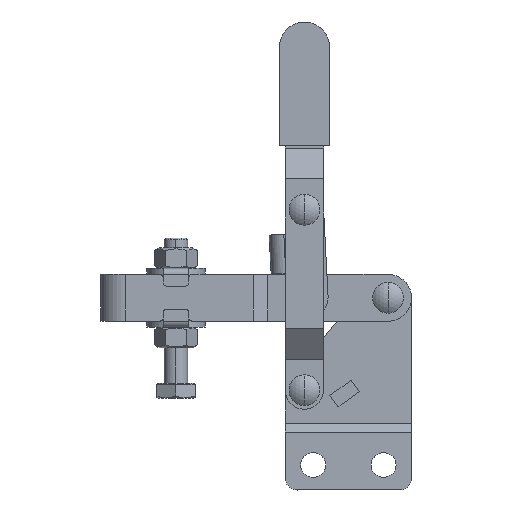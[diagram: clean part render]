
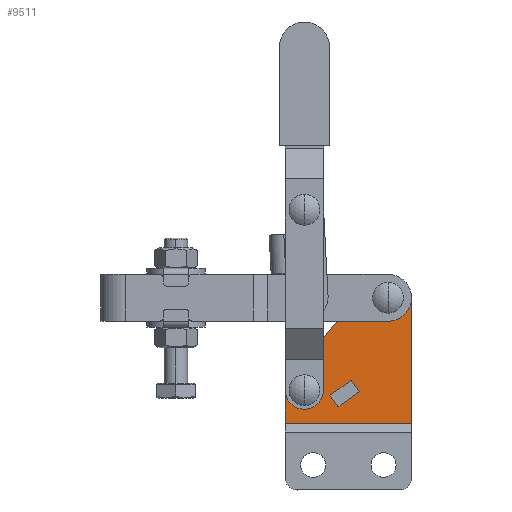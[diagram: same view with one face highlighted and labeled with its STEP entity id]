
A CAD part, top view. The second image highlights one B-rep face of the part: STEP entity #9511.
In plain terms, the highlighted face is planar.
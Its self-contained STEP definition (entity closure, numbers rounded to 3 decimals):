
#159 = CARTESIAN_POINT ( 'NONE',  ( -3., -38.952, 5. ) ) ;
#187 = EDGE_CURVE ( 'NONE', #3684, #4810, #610, .T. ) ;
#377 = ORIENTED_EDGE ( 'NONE', *, *, #2775, .T. ) ;
#441 = LINE ( 'NONE', #7071, #6097 ) ;
#445 = ORIENTED_EDGE ( 'NONE', *, *, #8820, .F. ) ;
#559 = ORIENTED_EDGE ( 'NONE', *, *, #8600, .F. ) ;
#610 = CIRCLE ( 'NONE', #6415, 5. ) ;
#671 = VERTEX_POINT ( 'NONE', #3229 ) ;
#1044 = VERTEX_POINT ( 'NONE', #4356 ) ;
#1091 = DIRECTION ( 'NONE',  ( 0., 1., 0. ) ) ;
#1180 = CIRCLE ( 'NONE', #4613, 8. ) ;
#1249 = DIRECTION ( 'NONE',  ( 0., 1., 0. ) ) ;
#1274 = VERTEX_POINT ( 'NONE', #2869 ) ;
#1278 = DIRECTION ( 'NONE',  ( 1., 0., 0. ) ) ;
#1530 = ORIENTED_EDGE ( 'NONE', *, *, #9644, .F. ) ;
#1602 = CARTESIAN_POINT ( 'NONE',  ( -3., -39.914, 25.22 ) ) ;
#1608 = ORIENTED_EDGE ( 'NONE', *, *, #7755, .F. ) ;
#1678 = DIRECTION ( 'NONE',  ( -1., 0., 0. ) ) ;
#1737 = CARTESIAN_POINT ( 'NONE',  ( -3., 0., 43. ) ) ;
#1814 = LINE ( 'NONE', #8196, #9319 ) ;
#1856 = AXIS2_PLACEMENT_3D ( 'NONE', #7741, #2833, #7971 ) ;
#1923 = VECTOR ( 'NONE', #6157, 1000. ) ;
#2098 = VERTEX_POINT ( 'NONE', #5934 ) ;
#2100 = VERTEX_POINT ( 'NONE', #2969 ) ;
#2293 = CARTESIAN_POINT ( 'NONE',  ( -3., -35.731, 1.176 ) ) ;
#2606 = VECTOR ( 'NONE', #5197, 1000. ) ;
#2726 = VECTOR ( 'NONE', #4381, 1000. ) ;
#2775 = EDGE_CURVE ( 'NONE', #3684, #7991, #4371, .T. ) ;
#2833 = DIRECTION ( 'NONE',  ( -1., 0., 0. ) ) ;
#2869 = CARTESIAN_POINT ( 'NONE',  ( -3., -45.204, 17.939 ) ) ;
#2969 = CARTESIAN_POINT ( 'NONE',  ( -3., -8., 43. ) ) ;
#2993 = EDGE_LOOP ( 'NONE', ( #445, #7764 ) ) ;
#3002 = ORIENTED_EDGE ( 'NONE', *, *, #6692, .F. ) ;
#3125 = EDGE_CURVE ( 'NONE', #2098, #6158, #3168, .T. ) ;
#3168 = CIRCLE ( 'NONE', #8072, 2. ) ;
#3186 = FACE_BOUND ( 'NONE', #2993, .T. ) ;
#3191 = ORIENTED_EDGE ( 'NONE', *, *, #7857, .F. ) ;
#3229 = CARTESIAN_POINT ( 'NONE',  ( -3., -2.846, 28.882 ) ) ;
#3305 = CARTESIAN_POINT ( 'NONE',  ( -3., -41.334, 15.127 ) ) ;
#3434 = AXIS2_PLACEMENT_3D ( 'NONE', #7978, #1678, #1249 ) ;
#3525 = DIRECTION ( 'NONE',  ( 0., 0.809, -0.588 ) ) ;
#3684 = VERTEX_POINT ( 'NONE', #8282 ) ;
#3697 = DIRECTION ( 'NONE',  ( 0., 1., 0. ) ) ;
#3945 = LINE ( 'NONE', #6127, #1923 ) ;
#4029 = EDGE_CURVE ( 'NONE', #4602, #1274, #5479, .T. ) ;
#4356 = CARTESIAN_POINT ( 'NONE',  ( -3., -36.11, 22.457 ) ) ;
#4371 = LINE ( 'NONE', #7033, #2606 ) ;
#4381 = DIRECTION ( 'NONE',  ( 0., -1., 0. ) ) ;
#4382 = ORIENTED_EDGE ( 'NONE', *, *, #7606, .F. ) ;
#4481 = PLANE ( 'NONE',  #8834 ) ;
#4495 = LINE ( 'NONE', #7806, #2726 ) ;
#4506 = DIRECTION ( 'NONE',  ( 0., 0.588, 0.809 ) ) ;
#4602 = VERTEX_POINT ( 'NONE', #3305 ) ;
#4613 = AXIS2_PLACEMENT_3D ( 'NONE', #8429, #1278, #1091 ) ;
#4697 = ORIENTED_EDGE ( 'NONE', *, *, #6982, .F. ) ;
#4751 = VECTOR ( 'NONE', #4506, 1000. ) ;
#4791 = VERTEX_POINT ( 'NONE', #7131 ) ;
#4810 = VERTEX_POINT ( 'NONE', #2293 ) ;
#4831 = LINE ( 'NONE', #7540, #6778 ) ;
#4977 = LINE ( 'NONE', #8212, #4751 ) ;
#5122 = DIRECTION ( 'NONE',  ( 0., 1., 0. ) ) ;
#5169 = FACE_BOUND ( 'NONE', #6726, .T. ) ;
#5197 = DIRECTION ( 'NONE',  ( 0., -1., 0. ) ) ;
#5234 = VERTEX_POINT ( 'NONE', #8795 ) ;
#5237 = CARTESIAN_POINT ( 'NONE',  ( -3., -39.5, 6.5 ) ) ;
#5323 = DIRECTION ( 'NONE',  ( 0., 0., -1. ) ) ;
#5479 = LINE ( 'NONE', #7698, #7463 ) ;
#5484 = ORIENTED_EDGE ( 'NONE', *, *, #4029, .F. ) ;
#5493 = CARTESIAN_POINT ( 'NONE',  ( -3., -8., 35. ) ) ;
#5764 = CIRCLE ( 'NONE', #1856, 2. ) ;
#5934 = CARTESIAN_POINT ( 'NONE',  ( -3., -10., 35. ) ) ;
#6016 = DIRECTION ( 'NONE',  ( -1., 0., 0. ) ) ;
#6097 = VECTOR ( 'NONE', #3525, 1000. ) ;
#6127 = CARTESIAN_POINT ( 'NONE',  ( -3., 5.775, 36.145 ) ) ;
#6157 = DIRECTION ( 'NONE',  ( 0., 0.765, 0.644 ) ) ;
#6158 = VERTEX_POINT ( 'NONE', #6346 ) ;
#6328 = DIRECTION ( 'NONE',  ( 0., -0.809, 0.588 ) ) ;
#6346 = CARTESIAN_POINT ( 'NONE',  ( -3., -6., 35. ) ) ;
#6415 = AXIS2_PLACEMENT_3D ( 'NONE', #159, #9189, #5122 ) ;
#6427 = EDGE_CURVE ( 'NONE', #2100, #8804, #4495, .T. ) ;
#6456 = DIRECTION ( 'NONE',  ( 0., 1., 0. ) ) ;
#6659 = DIRECTION ( 'NONE',  ( -1., 0., 0. ) ) ;
#6692 = EDGE_CURVE ( 'NONE', #671, #2100, #1180, .T. ) ;
#6726 = EDGE_LOOP ( 'NONE', ( #5484, #1530, #7048, #4382 ) ) ;
#6778 = VECTOR ( 'NONE', #8114, 1000. ) ;
#6982 = EDGE_CURVE ( 'NONE', #5234, #4791, #7560, .T. ) ;
#7033 = CARTESIAN_POINT ( 'NONE',  ( -3., 0., 0. ) ) ;
#7048 = ORIENTED_EDGE ( 'NONE', *, *, #9372, .F. ) ;
#7071 = CARTESIAN_POINT ( 'NONE',  ( -3., -36.11, 22.457 ) ) ;
#7131 = CARTESIAN_POINT ( 'NONE',  ( -3., -41.5, 6.5 ) ) ;
#7234 = DIRECTION ( 'NONE',  ( 1., 0., 0. ) ) ;
#7463 = VECTOR ( 'NONE', #6328, 1000. ) ;
#7540 = CARTESIAN_POINT ( 'NONE',  ( -3., -41.334, 15.127 ) ) ;
#7560 = CIRCLE ( 'NONE', #3434, 2. ) ;
#7606 = EDGE_CURVE ( 'NONE', #1274, #8664, #4977, .T. ) ;
#7625 = FACE_BOUND ( 'NONE', #7843, .T. ) ;
#7698 = CARTESIAN_POINT ( 'NONE',  ( -3., -41.334, 15.127 ) ) ;
#7741 = CARTESIAN_POINT ( 'NONE',  ( -3., -8., 35. ) ) ;
#7752 = AXIS2_PLACEMENT_3D ( 'NONE', #5237, #6659, #6456 ) ;
#7755 = EDGE_CURVE ( 'NONE', #8804, #7991, #1814, .T. ) ;
#7764 = ORIENTED_EDGE ( 'NONE', *, *, #3125, .F. ) ;
#7806 = CARTESIAN_POINT ( 'NONE',  ( -3., 0., 43. ) ) ;
#7843 = EDGE_LOOP ( 'NONE', ( #4697, #559 ) ) ;
#7857 = EDGE_CURVE ( 'NONE', #4810, #671, #3945, .T. ) ;
#7971 = DIRECTION ( 'NONE',  ( 0., 1., 0. ) ) ;
#7978 = CARTESIAN_POINT ( 'NONE',  ( -3., -39.5, 6.5 ) ) ;
#7991 = VERTEX_POINT ( 'NONE', #8361 ) ;
#8037 = DIRECTION ( 'NONE',  ( 0., 1., 0. ) ) ;
#8072 = AXIS2_PLACEMENT_3D ( 'NONE', #5493, #6016, #3697 ) ;
#8078 = ORIENTED_EDGE ( 'NONE', *, *, #187, .F. ) ;
#8114 = DIRECTION ( 'NONE',  ( 0., -0.58, -0.814 ) ) ;
#8196 = CARTESIAN_POINT ( 'NONE',  ( -3., -50.757, 43. ) ) ;
#8212 = CARTESIAN_POINT ( 'NONE',  ( -3., -45.204, 17.939 ) ) ;
#8282 = CARTESIAN_POINT ( 'NONE',  ( -3., -38.952, 0. ) ) ;
#8361 = CARTESIAN_POINT ( 'NONE',  ( -3., -50.757, 0. ) ) ;
#8429 = CARTESIAN_POINT ( 'NONE',  ( -3., -8., 35. ) ) ;
#8600 = EDGE_CURVE ( 'NONE', #4791, #5234, #8837, .T. ) ;
#8664 = VERTEX_POINT ( 'NONE', #1602 ) ;
#8795 = CARTESIAN_POINT ( 'NONE',  ( -3., -37.5, 6.5 ) ) ;
#8804 = VERTEX_POINT ( 'NONE', #9251 ) ;
#8820 = EDGE_CURVE ( 'NONE', #6158, #2098, #5764, .T. ) ;
#8834 = AXIS2_PLACEMENT_3D ( 'NONE', #1737, #7234, #8037 ) ;
#8837 = CIRCLE ( 'NONE', #7752, 2. ) ;
#9168 = FACE_OUTER_BOUND ( 'NONE', #9408, .T. ) ;
#9189 = DIRECTION ( 'NONE',  ( 1., 0., 0. ) ) ;
#9251 = CARTESIAN_POINT ( 'NONE',  ( -3., -50.757, 43. ) ) ;
#9319 = VECTOR ( 'NONE', #5323, 1000. ) ;
#9372 = EDGE_CURVE ( 'NONE', #8664, #1044, #441, .T. ) ;
#9408 = EDGE_LOOP ( 'NONE', ( #8078, #377, #1608, #9594, #3002, #3191 ) ) ;
#9511 = ADVANCED_FACE ( 'NONE', ( #7625, #9168, #5169, #3186 ), #4481, .F. ) ;
#9594 = ORIENTED_EDGE ( 'NONE', *, *, #6427, .F. ) ;
#9644 = EDGE_CURVE ( 'NONE', #1044, #4602, #4831, .T. ) ;
